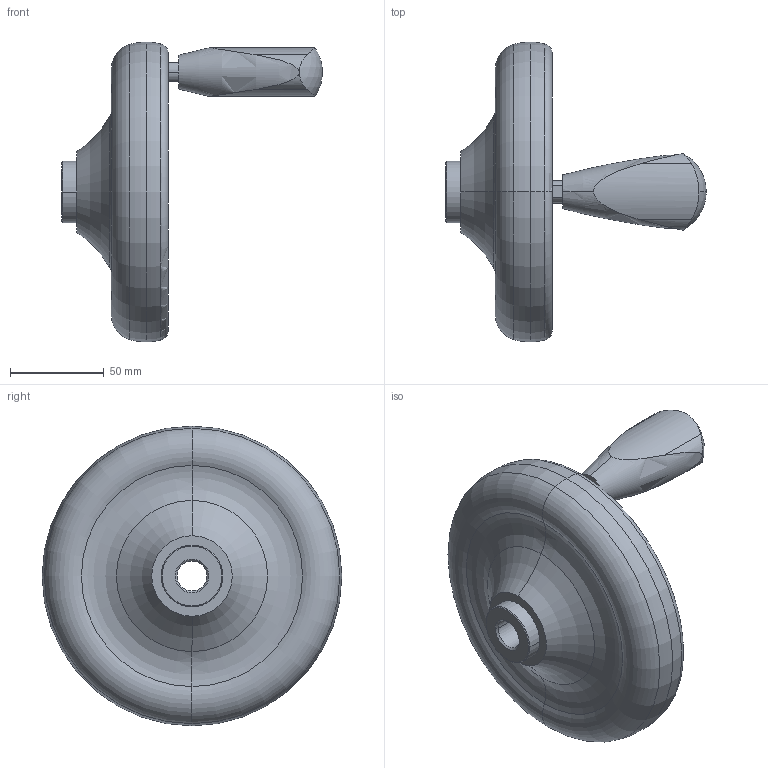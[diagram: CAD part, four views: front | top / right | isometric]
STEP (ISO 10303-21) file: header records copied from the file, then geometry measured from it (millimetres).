
FILE_DESCRIPTION( ( '' ), '1' );
FILE_NAME( 'K0164.1160X1643.stp', '2012-10-29T09:59:43', ( '' ), ( '' ), ' ', ' ', ' ' );
FILE_SCHEMA( ( 'CONFIG_CONTROL_DESIGN' ) );
Length unit declared in the file: millimetre
Products named in the file (2): 1; 2
Bounding box: 139.12 x 159.98 x 159.98 mm (x, y, z)
Volume: 458292.5 mm3; surface area: 66580.2 mm2
Topology: 2 solids, 2 shells, 69 faces, 166 edges, 103 vertices
Faces by surface type: torus 26, cylinder 17, cone 12, plane 12, sphere 2
Entity records: 2491 total; most frequent: CARTESIAN_POINT 772, DIRECTION 373, ORIENTED_EDGE 328, AXIS2_PLACEMENT_3D 166, EDGE_CURVE 164, VERTEX_POINT 103, CIRCLE 95, EDGE_LOOP 75
